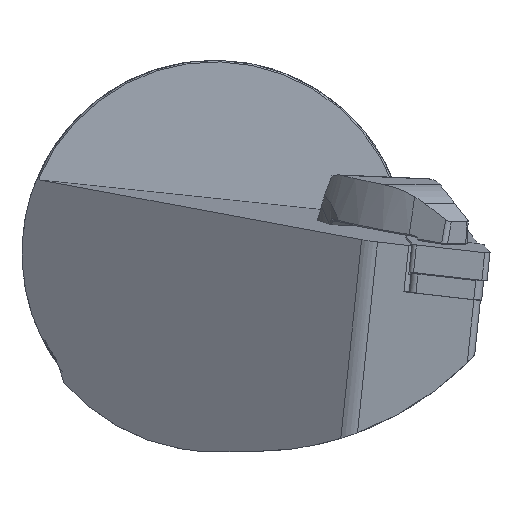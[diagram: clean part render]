
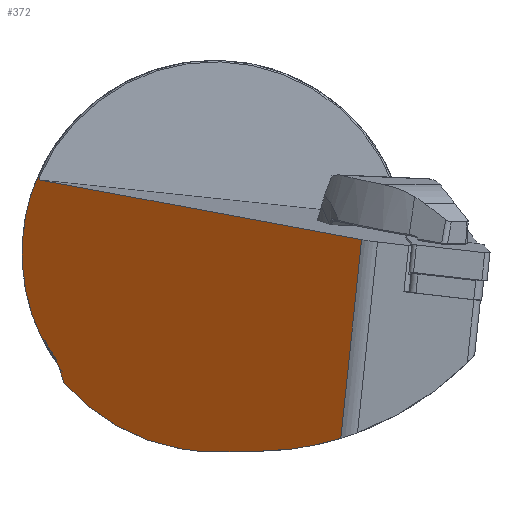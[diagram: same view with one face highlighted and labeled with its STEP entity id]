
A CAD part, left-side view. The second image highlights one B-rep face of the part: STEP entity #372.
In plain terms, the highlighted planar face has unit normal (-0.794, 0.607, -0.02).
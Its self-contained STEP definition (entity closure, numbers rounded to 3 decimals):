
#241=FACE_OUTER_BOUND('',#624,.T.);
#372=ADVANCED_FACE('',(#241),#514,.F.);
#514=PLANE('',#2640);
#624=EDGE_LOOP('',(#999,#1000,#1001,#1002,#1003,#1004,#1005,#1006,#1007,
#1008,#1009,#1010));
#780=ELLIPSE('',#2634,62.952,50.);
#781=ELLIPSE('',#2635,29.398,20.949);
#782=ELLIPSE('',#2636,39.66,31.5);
#783=ELLIPSE('',#2637,29.398,20.949);
#784=ELLIPSE('',#2638,39.345,31.25);
#785=ELLIPSE('',#2639,40.919,32.5);
#809=B_SPLINE_CURVE_WITH_KNOTS('',3,(#3741,#3742,#3743,#3744,#3745,#3746,
#3747),.UNSPECIFIED.,.F.,.F.,(4,3,4),(0.,0.379,1.),
 .UNSPECIFIED.);
#810=B_SPLINE_CURVE_WITH_KNOTS('',3,(#3749,#3750,#3751,#3752),
 .UNSPECIFIED.,.F.,.F.,(4,4),(0.,1.),.UNSPECIFIED.);
#999=ORIENTED_EDGE('',*,*,#1920,.T.);
#1000=ORIENTED_EDGE('',*,*,#1921,.F.);
#1001=ORIENTED_EDGE('',*,*,#1878,.F.);
#1002=ORIENTED_EDGE('',*,*,#1922,.T.);
#1003=ORIENTED_EDGE('',*,*,#1923,.F.);
#1004=ORIENTED_EDGE('',*,*,#1924,.F.);
#1005=ORIENTED_EDGE('',*,*,#1925,.F.);
#1006=ORIENTED_EDGE('',*,*,#1926,.F.);
#1007=ORIENTED_EDGE('',*,*,#1927,.F.);
#1008=ORIENTED_EDGE('',*,*,#1928,.F.);
#1009=ORIENTED_EDGE('',*,*,#1929,.T.);
#1010=ORIENTED_EDGE('',*,*,#1930,.T.);
#1649=VERTEX_POINT('',#3499);
#1650=VERTEX_POINT('',#3501);
#1687=VERTEX_POINT('',#3728);
#1688=VERTEX_POINT('',#3729);
#1689=VERTEX_POINT('',#3732);
#1690=VERTEX_POINT('',#3734);
#1691=VERTEX_POINT('',#3736);
#1692=VERTEX_POINT('',#3738);
#1693=VERTEX_POINT('',#3740);
#1694=VERTEX_POINT('',#3748);
#1695=VERTEX_POINT('',#3753);
#1696=VERTEX_POINT('',#3755);
#1878=EDGE_CURVE('',#1649,#1650,#2222,.T.);
#1920=EDGE_CURVE('',#1687,#1688,#780,.T.);
#1921=EDGE_CURVE('',#1650,#1688,#2248,.T.);
#1922=EDGE_CURVE('',#1649,#1689,#2249,.T.);
#1923=EDGE_CURVE('',#1690,#1689,#781,.T.);
#1924=EDGE_CURVE('',#1691,#1690,#782,.T.);
#1925=EDGE_CURVE('',#1692,#1691,#783,.T.);
#1926=EDGE_CURVE('',#1693,#1692,#784,.T.);
#1927=EDGE_CURVE('',#1694,#1693,#809,.T.);
#1928=EDGE_CURVE('',#1695,#1694,#810,.T.);
#1929=EDGE_CURVE('',#1695,#1696,#785,.T.);
#1930=EDGE_CURVE('',#1696,#1687,#2250,.T.);
#2222=LINE('',#3500,#2401);
#2248=LINE('',#3730,#2427);
#2249=LINE('',#3731,#2428);
#2250=LINE('',#3756,#2429);
#2401=VECTOR('',#2846,1.);
#2427=VECTOR('',#2914,1.);
#2428=VECTOR('',#2915,1.);
#2429=VECTOR('',#2926,1.);
#2634=AXIS2_PLACEMENT_3D('',#3727,#2912,#2913);
#2635=AXIS2_PLACEMENT_3D('',#3733,#2916,#2917);
#2636=AXIS2_PLACEMENT_3D('',#3735,#2918,#2919);
#2637=AXIS2_PLACEMENT_3D('',#3737,#2920,#2921);
#2638=AXIS2_PLACEMENT_3D('',#3739,#2922,#2923);
#2639=AXIS2_PLACEMENT_3D('',#3754,#2924,#2925);
#2640=AXIS2_PLACEMENT_3D('',#3757,#2927,#2928);
#2846=DIRECTION('',(-0.599,-0.788,-0.146));
#2912=DIRECTION('',(-0.794,0.607,-0.02));
#2913=DIRECTION('',(-0.608,-0.794,0.026));
#2914=DIRECTION('',(0.105,0.104,-0.989));
#2915=DIRECTION('',(0.,0.033,0.999));
#2916=DIRECTION('',(0.794,-0.607,0.02));
#2917=DIRECTION('',(0.608,0.794,-0.026));
#2918=DIRECTION('',(0.794,-0.607,0.02));
#2919=DIRECTION('',(-0.608,-0.794,0.026));
#2920=DIRECTION('',(0.794,-0.607,0.02));
#2921=DIRECTION('',(0.608,0.794,-0.026));
#2922=DIRECTION('',(0.794,-0.607,0.02));
#2923=DIRECTION('',(-0.608,-0.794,0.026));
#2924=DIRECTION('',(-0.794,0.607,-0.02));
#2925=DIRECTION('',(-0.608,-0.794,0.026));
#2926=DIRECTION('',(-0.607,-0.794,0.));
#2927=DIRECTION('',(0.794,-0.607,0.02));
#2928=DIRECTION('',(0.607,0.794,0.));
#3499=CARTESIAN_POINT('',(43.,28.611,11.929));
#3500=CARTESIAN_POINT('',(3.012,-24.016,2.171));
#3501=CARTESIAN_POINT('',(3.012,-24.016,2.171));
#3727=CARTESIAN_POINT('',(16.397,-6.,17.5));
#3728=CARTESIAN_POINT('',(17.664,-6.,-32.5));
#3729=CARTESIAN_POINT('',(6.446,-20.601,-30.321));
#3730=CARTESIAN_POINT('',(10.434,-16.635,-68.053));
#3731=CARTESIAN_POINT('',(43.,25.915,-69.462));
#3732=CARTESIAN_POINT('',(43.,28.631,12.524));
#3733=CARTESIAN_POINT('',(29.317,10.307,-0.341));
#3734=CARTESIAN_POINT('',(43.433,29.176,11.876));
#3735=CARTESIAN_POINT('',(21.428,0.,0.));
#3736=CARTESIAN_POINT('',(43.433,28.326,-13.781));
#3737=CARTESIAN_POINT('',(29.317,10.307,-0.341));
#3738=CARTESIAN_POINT('',(43.,27.739,-14.391));
#3739=CARTESIAN_POINT('',(21.428,0.,0.));
#3740=CARTESIAN_POINT('',(42.,26.351,-16.798));
#3741=CARTESIAN_POINT('',(41.307,25.375,-18.917));
#3742=CARTESIAN_POINT('',(41.367,25.462,-18.627));
#3743=CARTESIAN_POINT('',(41.441,25.569,-18.346));
#3744=CARTESIAN_POINT('',(41.524,25.686,-18.073));
#3745=CARTESIAN_POINT('',(41.659,25.878,-17.626));
#3746=CARTESIAN_POINT('',(41.817,26.098,-17.195));
#3747=CARTESIAN_POINT('',(42.,26.351,-16.798));
#3748=CARTESIAN_POINT('',(41.307,25.375,-18.917));
#3749=CARTESIAN_POINT('',(40.816,24.658,-21.171));
#3750=CARTESIAN_POINT('',(40.988,24.907,-20.427));
#3751=CARTESIAN_POINT('',(41.151,25.146,-19.675));
#3752=CARTESIAN_POINT('',(41.307,25.375,-18.917));
#3753=CARTESIAN_POINT('',(40.816,24.658,-21.171));
#3754=CARTESIAN_POINT('',(21.428,0.,0.));
#3755=CARTESIAN_POINT('',(22.251,0.,-32.5));
#3756=CARTESIAN_POINT('',(9.865,-16.2,-32.5));
#3757=CARTESIAN_POINT('',(10.434,-16.635,-68.053));
